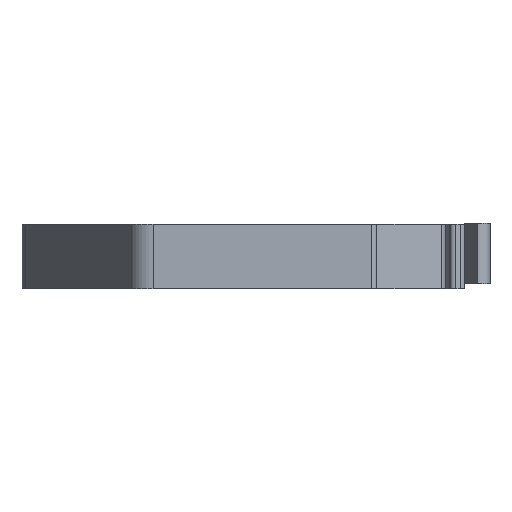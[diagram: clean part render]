
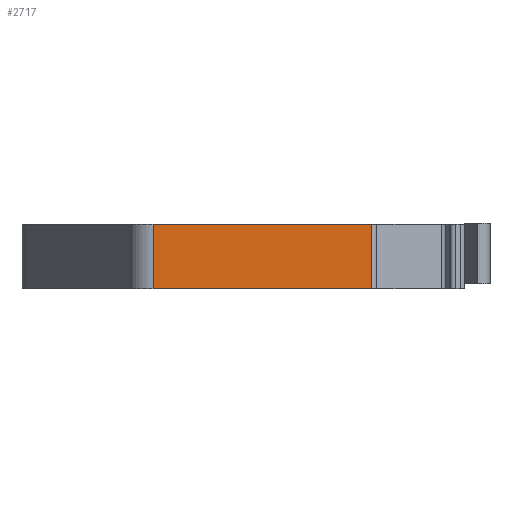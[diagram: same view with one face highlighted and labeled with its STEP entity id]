
A CAD part, left-side view. The second image highlights one B-rep face of the part: STEP entity #2717.
In plain terms, the highlighted planar face has unit normal (-1, 0, 0).
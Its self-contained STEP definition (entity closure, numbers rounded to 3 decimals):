
#286=DIRECTION('',(0.,1.,0.));
#287=VECTOR('',#286,17.464);
#288=CARTESIAN_POINT('',(0.,7.461,-5.15));
#289=LINE('',#288,#287);
#563=DIRECTION('',(0.,1.,0.));
#564=VECTOR('',#563,17.464);
#565=CARTESIAN_POINT('',(0.,7.461,0.));
#566=LINE('',#565,#564);
#567=DIRECTION('',(0.,0.,1.));
#568=VECTOR('',#567,5.15);
#569=CARTESIAN_POINT('',(0.,24.925,-5.15));
#570=LINE('',#569,#568);
#763=DIRECTION('',(0.,0.,-1.));
#764=VECTOR('',#763,5.15);
#765=CARTESIAN_POINT('',(0.,7.461,0.));
#766=LINE('',#765,#764);
#2088=CARTESIAN_POINT('',(0.,7.461,0.));
#2089=CARTESIAN_POINT('',(0.,24.925,0.));
#2090=VERTEX_POINT('',#2088);
#2091=VERTEX_POINT('',#2089);
#2194=CARTESIAN_POINT('',(0.,24.925,-5.15));
#2195=VERTEX_POINT('',#2194);
#2206=CARTESIAN_POINT('',(0.,7.461,-5.15));
#2207=VERTEX_POINT('',#2206);
#2704=CARTESIAN_POINT('',(0.,22.35,0.));
#2705=DIRECTION('',(-1.,0.,0.));
#2706=DIRECTION('',(0.,0.,1.));
#2707=AXIS2_PLACEMENT_3D('',#2704,#2705,#2706);
#2708=PLANE('',#2707);
#2709=ORIENTED_EDGE('',*,*,#2570,.T.);
#2711=ORIENTED_EDGE('',*,*,#2710,.T.);
#2712=ORIENTED_EDGE('',*,*,#2447,.F.);
#2714=ORIENTED_EDGE('',*,*,#2713,.T.);
#2715=EDGE_LOOP('',(#2709,#2711,#2712,#2714));
#2716=FACE_OUTER_BOUND('',#2715,.F.);
#2447=EDGE_CURVE('',#2090,#2091,#566,.T.);
#2570=EDGE_CURVE('',#2207,#2195,#289,.T.);
#2710=EDGE_CURVE('',#2195,#2091,#570,.T.);
#2713=EDGE_CURVE('',#2090,#2207,#766,.T.);
#2717=ADVANCED_FACE('',(#2716),#2708,.T.);
